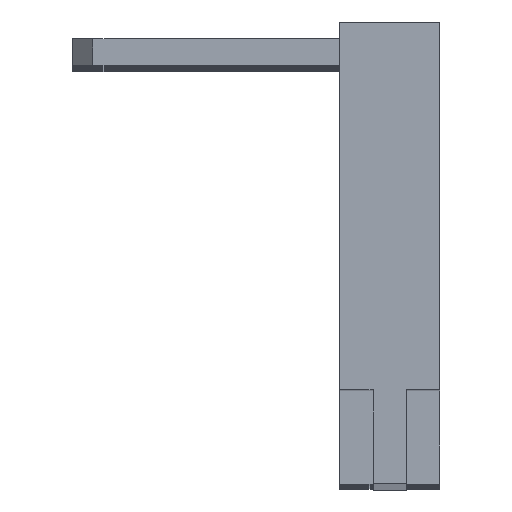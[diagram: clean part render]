
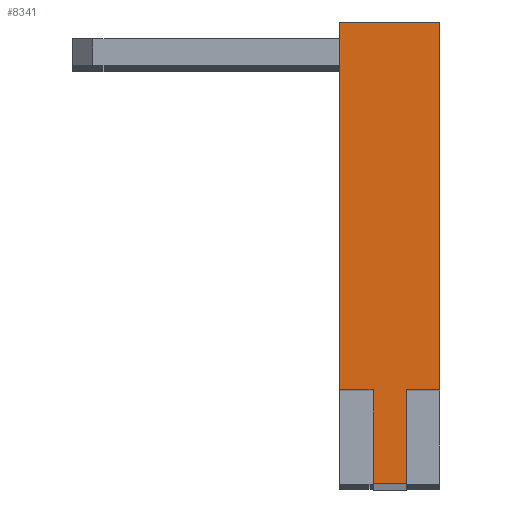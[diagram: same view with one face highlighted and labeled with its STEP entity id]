
A CAD part, top view. The second image highlights one B-rep face of the part: STEP entity #8341.
In plain terms, the highlighted planar face has unit normal (0, 0, 1).
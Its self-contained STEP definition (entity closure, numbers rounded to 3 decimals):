
#2242=CARTESIAN_POINT('',(3.0,13.8,0.0));
#2243=VERTEX_POINT('',#2242);
#2250=CARTESIAN_POINT('',(3.0,2.8,0.0));
#2251=VERTEX_POINT('',#2250);
#2252=CARTESIAN_POINT('',(3.0,13.8,0.0));
#2253=DIRECTION('',(0.0,-1.0,0.0));
#2254=VECTOR('',#2253,11.);
#2255=LINE('',#2252,#2254);
#2256=EDGE_CURVE('',#2243,#2251,#2255,.T.);
#3853=CARTESIAN_POINT('',(0.0,2.8,0.0));
#3854=VERTEX_POINT('',#3853);
#3861=CARTESIAN_POINT('',(0.0,13.8,0.0));
#3862=VERTEX_POINT('',#3861);
#3863=CARTESIAN_POINT('',(0.0,13.8,0.0));
#3864=DIRECTION('',(0.0,-1.0,0.0));
#3865=VECTOR('',#3864,11.);
#3866=LINE('',#3863,#3865);
#3867=EDGE_CURVE('',#3862,#3854,#3866,.T.);
#5492=CARTESIAN_POINT('',(2.0,0.0,0.0));
#5493=VERTEX_POINT('',#5492);
#5500=CARTESIAN_POINT('',(1.0,0.0,0.0));
#5501=VERTEX_POINT('',#5500);
#5502=CARTESIAN_POINT('',(1.0,0.0,0.0));
#5503=DIRECTION('',(1.0,0.0,0.0));
#5504=VECTOR('',#5503,1.0);
#5505=LINE('',#5502,#5504);
#5506=EDGE_CURVE('',#5501,#5493,#5505,.T.);
#7984=CARTESIAN_POINT('',(1.0,2.8,0.0));
#7985=VERTEX_POINT('',#7984);
#7992=CARTESIAN_POINT('',(0.0,2.8,0.0));
#7993=DIRECTION('',(1.0,0.0,0.0));
#7994=VECTOR('',#7993,1.0);
#7995=LINE('',#7992,#7994);
#7996=EDGE_CURVE('',#3854,#7985,#7995,.T.);
#8023=CARTESIAN_POINT('',(1.0,2.8,0.0));
#8024=DIRECTION('',(0.0,-1.0,0.0));
#8025=VECTOR('',#8024,2.8);
#8026=LINE('',#8023,#8025);
#8027=EDGE_CURVE('',#7985,#5501,#8026,.T.);
#8309=CARTESIAN_POINT('',(0.0,13.8,0.0));
#8310=DIRECTION('',(0.0,0.0,1.0));
#8311=DIRECTION('',(0.0,-1.0,0.0));
#8312=AXIS2_PLACEMENT_3D('',#8309,#8310,#8311);
#8313=PLANE('',#8312);
#8314=ORIENTED_EDGE('',*,*,#7996,.T.);
#8315=ORIENTED_EDGE('',*,*,#8027,.T.);
#8316=ORIENTED_EDGE('',*,*,#5506,.T.);
#8317=CARTESIAN_POINT('',(2.0,2.8,0.0));
#8318=VERTEX_POINT('',#8317);
#8319=CARTESIAN_POINT('',(2.0,2.8,0.0));
#8320=DIRECTION('',(0.0,-1.0,0.0));
#8321=VECTOR('',#8320,2.8);
#8322=LINE('',#8319,#8321);
#8323=EDGE_CURVE('',#8318,#5493,#8322,.T.);
#8324=ORIENTED_EDGE('',*,*,#8323,.F.);
#8325=CARTESIAN_POINT('',(2.0,2.8,0.0));
#8326=DIRECTION('',(1.0,0.0,0.0));
#8327=VECTOR('',#8326,1.0);
#8328=LINE('',#8325,#8327);
#8329=EDGE_CURVE('',#8318,#2251,#8328,.T.);
#8330=ORIENTED_EDGE('',*,*,#8329,.T.);
#8331=ORIENTED_EDGE('',*,*,#2256,.F.);
#8332=CARTESIAN_POINT('',(0.0,13.8,0.0));
#8333=DIRECTION('',(1.0,0.0,0.0));
#8334=VECTOR('',#8333,3.0);
#8335=LINE('',#8332,#8334);
#8336=EDGE_CURVE('',#3862,#2243,#8335,.T.);
#8337=ORIENTED_EDGE('',*,*,#8336,.F.);
#8338=ORIENTED_EDGE('',*,*,#3867,.T.);
#8339=EDGE_LOOP('',(#8314,#8315,#8316,#8324,#8330,#8331,#8337,#8338));
#8340=FACE_OUTER_BOUND('',#8339,.T.);
#8341=ADVANCED_FACE('',(#8340),#8313,.T.);
